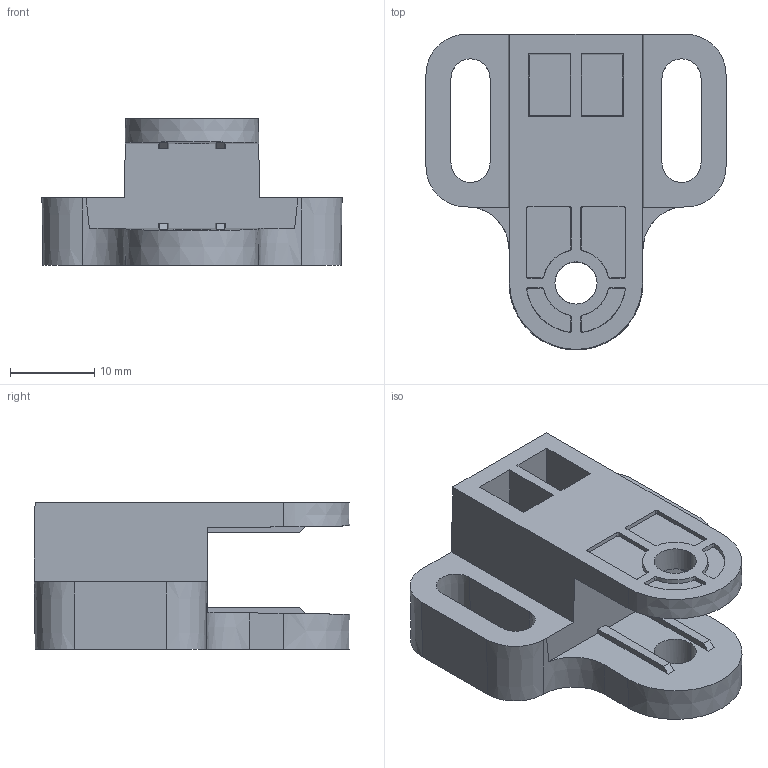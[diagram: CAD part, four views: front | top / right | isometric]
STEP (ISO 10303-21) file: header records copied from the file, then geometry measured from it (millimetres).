
FILE_DESCRIPTION (( 'STEP AP214' ), '1' );
FILE_NAME ('Z轴皮带张紧惰轮座.STEP', '2025-12-01T08:11:02', ( 'Windows 用户' ), ( '' ), 'SwSTEP 2.0', 'SolidWorks 2016', '' );
FILE_SCHEMA (( 'AUTOMOTIVE_DESIGN' ));
Length unit declared in the file: millimetre
Products named in the file (1): Z粣々湍桲踡嗉謫釱
Bounding box: 35.56 x 37.41 x 17.4 mm (x, y, z)
Volume: 6304.6 mm3; surface area: 6390.5 mm2
Topology: 1 solids, 1 shells, 182 faces, 488 edges, 323 vertices
Faces by surface type: plane 112, cone 48, bspline 12, cylinder 10
Entity records: 5896 total; most frequent: CARTESIAN_POINT 1406, ORIENTED_EDGE 976, DIRECTION 852, EDGE_CURVE 488, VERTEX_POINT 323, VECTOR 314, LINE 314, AXIS2_PLACEMENT_3D 269
